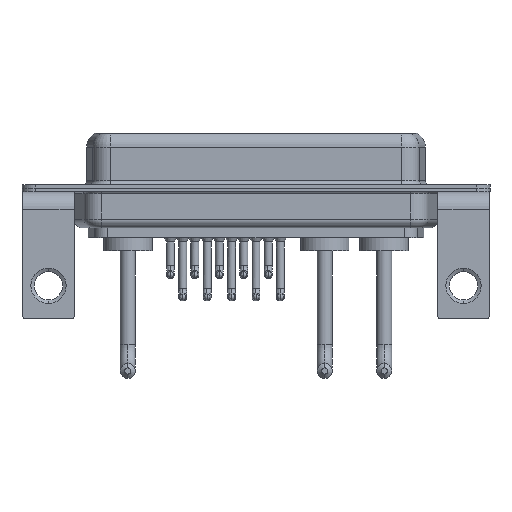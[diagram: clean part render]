
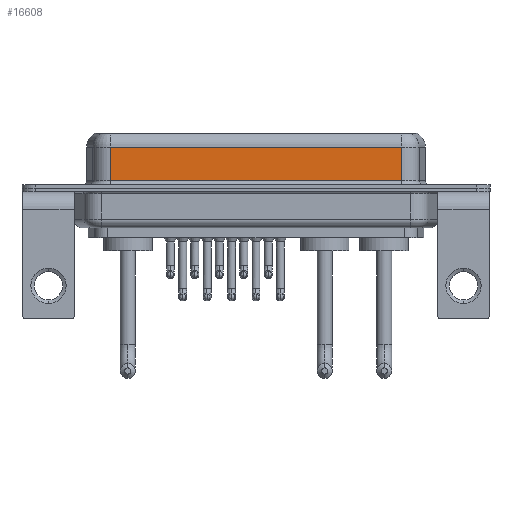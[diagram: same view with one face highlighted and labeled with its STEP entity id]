
A CAD part, front view. The second image highlights one B-rep face of the part: STEP entity #16608.
In plain terms, the highlighted planar face has unit normal (0, -1, 0).
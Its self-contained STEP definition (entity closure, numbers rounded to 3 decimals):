
#307 = EDGE_CURVE ( 'NONE', #6924, #11986, #7125, .T. ) ;
#1315 = DIRECTION ( 'NONE',  ( 1., 0., 0. ) ) ;
#1952 = VERTEX_POINT ( 'NONE', #1962 ) ;
#1962 = CARTESIAN_POINT ( 'NONE',  ( 7.013, -3.95, 4.65 ) ) ;
#2589 = ORIENTED_EDGE ( 'NONE', *, *, #307, .F. ) ;
#3227 = CARTESIAN_POINT ( 'NONE',  ( 40.037, -3.95, 4.65 ) ) ;
#4104 = VECTOR ( 'NONE', #14421, 1000. ) ;
#4636 = CARTESIAN_POINT ( 'NONE',  ( 7.013, -3.95, 6.4 ) ) ;
#4948 = VECTOR ( 'NONE', #1315, 1000. ) ;
#5752 = CARTESIAN_POINT ( 'NONE',  ( 7.013, -3.95, 0.9 ) ) ;
#5940 = VERTEX_POINT ( 'NONE', #5752 ) ;
#5980 = VECTOR ( 'NONE', #12176, 1000. ) ;
#6482 = AXIS2_PLACEMENT_3D ( 'NONE', #10501, #13314, #13508 ) ;
#6674 = EDGE_CURVE ( 'NONE', #5940, #11986, #8972, .T. ) ;
#6924 = VERTEX_POINT ( 'NONE', #14444 ) ;
#7125 = LINE ( 'NONE', #13135, #4104 ) ;
#7409 = PLANE ( 'NONE',  #6482 ) ;
#8972 = LINE ( 'NONE', #15065, #4948 ) ;
#9561 = EDGE_CURVE ( 'NONE', #1952, #5940, #13369, .T. ) ;
#10481 = ORIENTED_EDGE ( 'NONE', *, *, #6674, .T. ) ;
#10501 = CARTESIAN_POINT ( 'NONE',  ( 40.037, -3.95, 6.4 ) ) ;
#11713 = FACE_OUTER_BOUND ( 'NONE', #14253, .T. ) ;
#11879 = ORIENTED_EDGE ( 'NONE', *, *, #9561, .T. ) ;
#11986 = VERTEX_POINT ( 'NONE', #14356 ) ;
#12176 = DIRECTION ( 'NONE',  ( 0., 0., -1. ) ) ;
#12257 = VECTOR ( 'NONE', #14052, 1000. ) ;
#13135 = CARTESIAN_POINT ( 'NONE',  ( 40.037, -3.95, 6.4 ) ) ;
#13314 = DIRECTION ( 'NONE',  ( 0., 1., 0. ) ) ;
#13369 = LINE ( 'NONE', #4636, #5980 ) ;
#13508 = DIRECTION ( 'NONE',  ( 0., 0., 1. ) ) ;
#14052 = DIRECTION ( 'NONE',  ( -1., 0., 0. ) ) ;
#14060 = ORIENTED_EDGE ( 'NONE', *, *, #18274, .T. ) ;
#14253 = EDGE_LOOP ( 'NONE', ( #2589, #14060, #11879, #10481 ) ) ;
#14356 = CARTESIAN_POINT ( 'NONE',  ( 40.037, -3.95, 0.9 ) ) ;
#14421 = DIRECTION ( 'NONE',  ( 0., 0., -1. ) ) ;
#14444 = CARTESIAN_POINT ( 'NONE',  ( 40.037, -3.95, 4.65 ) ) ;
#15065 = CARTESIAN_POINT ( 'NONE',  ( 40.037, -3.95, 0.9 ) ) ;
#16608 = ADVANCED_FACE ( 'NONE', ( #11713 ), #7409, .F. ) ;
#16943 = LINE ( 'NONE', #3227, #12257 ) ;
#18274 = EDGE_CURVE ( 'NONE', #6924, #1952, #16943, .T. ) ;
